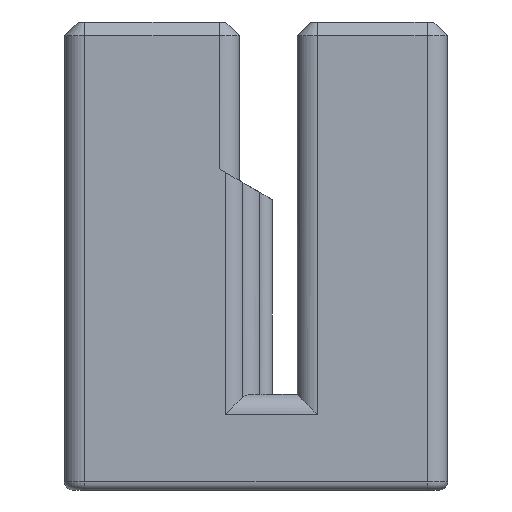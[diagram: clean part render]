
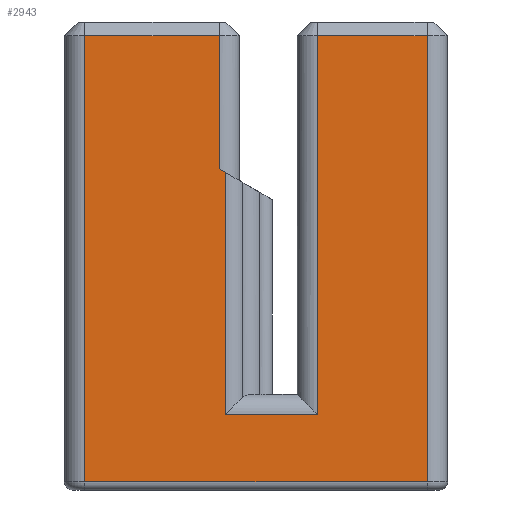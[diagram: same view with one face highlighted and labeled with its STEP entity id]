
A CAD part, left-side view. The second image highlights one B-rep face of the part: STEP entity #2943.
In plain terms, the highlighted planar face has unit normal (-1, 0, 0).
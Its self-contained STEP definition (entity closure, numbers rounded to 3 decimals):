
#49=PLANE('',#3154);
#311=FACE_OUTER_BOUND('',#504,.T.);
#504=EDGE_LOOP('',(#2056,#2057,#2058,#2059,#2060,#2061,#2062,#2063,#2064,
#2065));
#672=LINE('',#4394,#933);
#688=LINE('',#4492,#949);
#695=LINE('',#4513,#956);
#697=LINE('',#4519,#958);
#698=LINE('',#4521,#959);
#699=LINE('',#4523,#960);
#700=LINE('',#4525,#961);
#701=LINE('',#4526,#962);
#702=LINE('',#4528,#963);
#703=LINE('',#4529,#964);
#933=VECTOR('',#3451,8.855);
#949=VECTOR('',#3541,4.);
#956=VECTOR('',#3566,16.3);
#958=VECTOR('',#3572,0.257);
#959=VECTOR('',#3573,4.867);
#960=VECTOR('',#3574,4.9);
#961=VECTOR('',#3575,16.3);
#962=VECTOR('',#3576,12.5);
#963=VECTOR('',#3577,13.85);
#964=VECTOR('',#3578,3.377);
#1252=VERTEX_POINT('',#4391);
#1253=VERTEX_POINT('',#4393);
#1287=VERTEX_POINT('',#4486);
#1288=VERTEX_POINT('',#4490);
#1293=VERTEX_POINT('',#4512);
#1295=VERTEX_POINT('',#4518);
#1296=VERTEX_POINT('',#4520);
#1297=VERTEX_POINT('',#4522);
#1298=VERTEX_POINT('',#4524);
#1299=VERTEX_POINT('',#4527);
#1531=EDGE_CURVE('',#1252,#1253,#672,.T.);
#1571=EDGE_CURVE('',#1287,#1288,#688,.T.);
#1581=EDGE_CURVE('',#1288,#1293,#695,.T.);
#1584=EDGE_CURVE('',#1295,#1252,#697,.T.);
#1585=EDGE_CURVE('',#1296,#1295,#698,.T.);
#1586=EDGE_CURVE('',#1297,#1296,#699,.T.);
#1587=EDGE_CURVE('',#1298,#1297,#700,.T.);
#1588=EDGE_CURVE('',#1293,#1298,#701,.T.);
#1589=EDGE_CURVE('',#1299,#1287,#702,.T.);
#1590=EDGE_CURVE('',#1253,#1299,#703,.T.);
#2056=ORIENTED_EDGE('',*,*,#1531,.F.);
#2057=ORIENTED_EDGE('',*,*,#1584,.F.);
#2058=ORIENTED_EDGE('',*,*,#1585,.F.);
#2059=ORIENTED_EDGE('',*,*,#1586,.F.);
#2060=ORIENTED_EDGE('',*,*,#1587,.F.);
#2061=ORIENTED_EDGE('',*,*,#1588,.F.);
#2062=ORIENTED_EDGE('',*,*,#1581,.F.);
#2063=ORIENTED_EDGE('',*,*,#1571,.F.);
#2064=ORIENTED_EDGE('',*,*,#1589,.F.);
#2065=ORIENTED_EDGE('',*,*,#1590,.F.);
#2943=ADVANCED_FACE('',(#311),#49,.T.);
#3154=AXIS2_PLACEMENT_3D('',#4517,#3570,#3571);
#3451=DIRECTION('',(0.,0.,-1.));
#3541=DIRECTION('',(0.,-1.,0.));
#3566=DIRECTION('',(0.,0.,-1.));
#3570=DIRECTION('center_axis',(-1.,0.,0.));
#3571=DIRECTION('ref_axis',(0.,-1.,0.));
#3572=DIRECTION('',(0.,-0.866,-0.5));
#3573=DIRECTION('',(0.,0.,-1.));
#3574=DIRECTION('',(0.,-1.,0.));
#3575=DIRECTION('',(0.,0.,1.));
#3576=DIRECTION('',(0.,1.,0.));
#3577=DIRECTION('',(0.,0.,1.));
#3578=DIRECTION('',(0.,-1.,0.));
#4391=CARTESIAN_POINT('',(-17.5,1.127,11.605));
#4393=CARTESIAN_POINT('',(-17.5,1.127,2.75));
#4394=CARTESIAN_POINT('',(-17.5,1.127,0.));
#4486=CARTESIAN_POINT('',(-17.5,-2.25,16.6));
#4490=CARTESIAN_POINT('',(-17.5,-6.25,16.6));
#4492=CARTESIAN_POINT('',(-17.5,-2.875,16.6));
#4512=CARTESIAN_POINT('',(-17.5,-6.25,0.3));
#4513=CARTESIAN_POINT('',(-17.5,-6.25,0.));
#4517=CARTESIAN_POINT('Origin',(-17.5,-1.5,0.));
#4518=CARTESIAN_POINT('',(-17.5,1.35,11.733));
#4519=CARTESIAN_POINT('',(-17.5,-1.534,10.068));
#4520=CARTESIAN_POINT('',(-17.5,1.35,16.6));
#4521=CARTESIAN_POINT('',(-17.5,1.35,0.));
#4522=CARTESIAN_POINT('',(-17.5,6.25,16.6));
#4523=CARTESIAN_POINT('',(-17.5,1.15,16.6));
#4524=CARTESIAN_POINT('',(-17.5,6.25,0.3));
#4525=CARTESIAN_POINT('',(-17.5,6.25,0.));
#4526=CARTESIAN_POINT('',(-17.5,-2.875,0.3));
#4527=CARTESIAN_POINT('',(-17.5,-2.25,2.75));
#4528=CARTESIAN_POINT('',(-17.5,-2.25,0.));
#4529=CARTESIAN_POINT('',(-17.5,-1.055,2.75));
